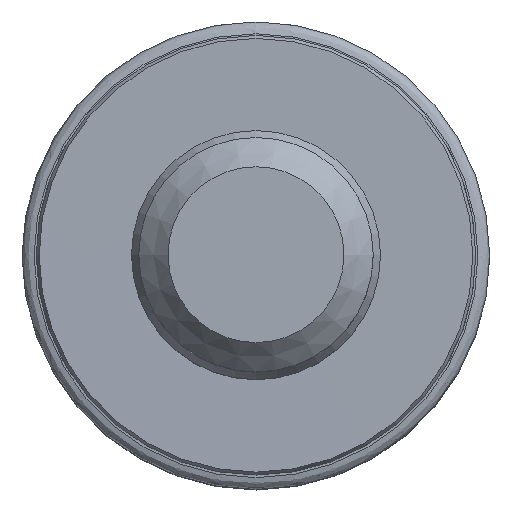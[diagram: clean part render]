
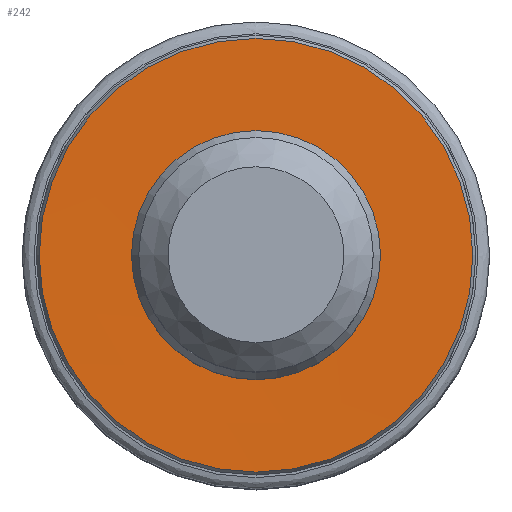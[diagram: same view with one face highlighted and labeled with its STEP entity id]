
A CAD part, top view. The second image highlights one B-rep face of the part: STEP entity #242.
In plain terms, the highlighted conical face has half-angle 89.83 degrees and reference radius 9.741 mm.
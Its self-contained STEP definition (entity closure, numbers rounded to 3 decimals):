
#169=CONICAL_SURFACE('',#1241,9.74,89.83);
#242=ADVANCED_FACE('',(#497,#498),#169,.F.);
#497=FACE_BOUND('',#617,.T.);
#498=FACE_BOUND('',#618,.T.);
#617=EDGE_LOOP('',(#763));
#618=EDGE_LOOP('',(#764));
#763=ORIENTED_EDGE('',*,*,#962,.F.);
#764=ORIENTED_EDGE('',*,*,#961,.T.);
#885=VERTEX_POINT('',#2210);
#886=VERTEX_POINT('',#2213);
#961=EDGE_CURVE('',#885,#885,#1033,.T.);
#962=EDGE_CURVE('',#886,#886,#1034,.T.);
#1033=CIRCLE('',#1238,14.8);
#1034=CIRCLE('',#1240,8.497);
#1238=AXIS2_PLACEMENT_3D('',#2209,#1457,#1458);
#1240=AXIS2_PLACEMENT_3D('',#2212,#1461,#1462);
#1241=AXIS2_PLACEMENT_3D('',#2214,#1463,#1464);
#1457=DIRECTION('',(0.,0.,1.));
#1458=DIRECTION('',(-1.,0.,0.));
#1461=DIRECTION('',(0.,0.,1.));
#1462=DIRECTION('',(-1.,0.,0.));
#1463=DIRECTION('',(0.,0.,1.));
#1464=DIRECTION('',(-1.,0.,0.));
#2209=CARTESIAN_POINT('',(0.,0.,0.));
#2210=CARTESIAN_POINT('',(-14.8,0.,0.));
#2212=CARTESIAN_POINT('',(0.,0.,-0.019));
#2213=CARTESIAN_POINT('',(-8.497,0.,-0.019));
#2214=CARTESIAN_POINT('',(0.,0.,-0.015));
